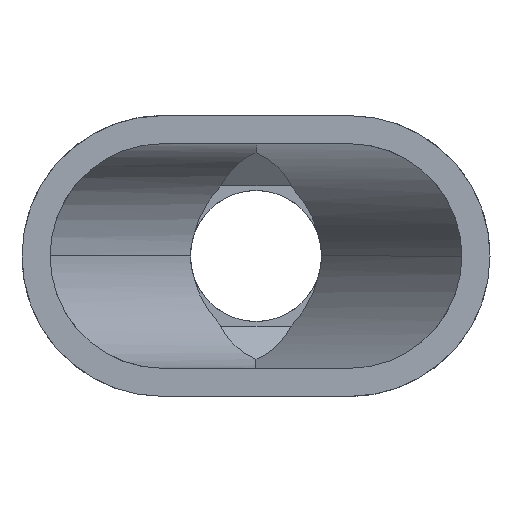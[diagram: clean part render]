
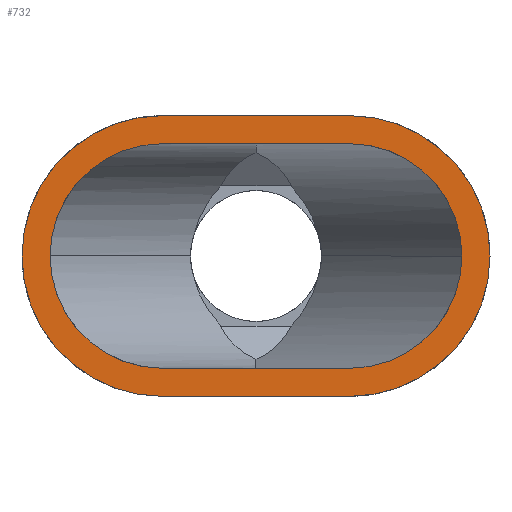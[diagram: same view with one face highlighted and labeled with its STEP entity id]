
A CAD part, front view. The second image highlights one B-rep face of the part: STEP entity #732.
In plain terms, the highlighted planar face has unit normal (0, -1, 0).
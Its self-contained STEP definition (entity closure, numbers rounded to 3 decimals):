
#1 = DIRECTION ( 'NONE',  ( 0., -1., 0. ) ) ;
#2 = CARTESIAN_POINT ( 'NONE',  ( 1., -6., 1.5 ) ) ;
#6 = CARTESIAN_POINT ( 'NONE',  ( 2.5, -6., -1.5 ) ) ;
#15 = ORIENTED_EDGE ( 'NONE', *, *, #251, .T. ) ;
#41 = EDGE_CURVE ( 'NONE', #217, #1301, #1241, .T. ) ;
#64 = DIRECTION ( 'NONE',  ( -1., 0., 0. ) ) ;
#74 = VECTOR ( 'NONE', #721, 1000. ) ;
#92 = CIRCLE ( 'NONE', #326, 1.5 ) ;
#107 = CARTESIAN_POINT ( 'NONE',  ( -1., -6., 0. ) ) ;
#113 = VECTOR ( 'NONE', #169, 1000. ) ;
#117 = DIRECTION ( 'NONE',  ( 0., 0., 1. ) ) ;
#122 = EDGE_CURVE ( 'NONE', #318, #964, #511, .T. ) ;
#124 = ORIENTED_EDGE ( 'NONE', *, *, #856, .T. ) ;
#127 = DIRECTION ( 'NONE',  ( 0., -1., 0. ) ) ;
#169 = DIRECTION ( 'NONE',  ( 1., 0., 0. ) ) ;
#174 = CARTESIAN_POINT ( 'NONE',  ( 1., -6., 0. ) ) ;
#190 = VERTEX_POINT ( 'NONE', #1279 ) ;
#217 = VERTEX_POINT ( 'NONE', #582 ) ;
#233 = LINE ( 'NONE', #6, #1153 ) ;
#251 = EDGE_CURVE ( 'NONE', #1062, #734, #1095, .T. ) ;
#259 = ORIENTED_EDGE ( 'NONE', *, *, #41, .F. ) ;
#282 = VERTEX_POINT ( 'NONE', #458 ) ;
#286 = DIRECTION ( 'NONE',  ( 0., -1., 0. ) ) ;
#318 = VERTEX_POINT ( 'NONE', #331 ) ;
#322 = CARTESIAN_POINT ( 'NONE',  ( 0., -6., 0. ) ) ;
#326 = AXIS2_PLACEMENT_3D ( 'NONE', #174, #286, #932 ) ;
#331 = CARTESIAN_POINT ( 'NONE',  ( 2.2, -6., 0. ) ) ;
#336 = DIRECTION ( 'NONE',  ( 0., -1., 0. ) ) ;
#364 = DIRECTION ( 'NONE',  ( 0., 0., 1. ) ) ;
#376 = EDGE_LOOP ( 'NONE', ( #866, #124, #812, #259, #1489, #15 ) ) ;
#422 = CIRCLE ( 'NONE', #1477, 1.5 ) ;
#458 = CARTESIAN_POINT ( 'NONE',  ( 1., -6., -1.5 ) ) ;
#511 = CIRCLE ( 'NONE', #1265, 1.2 ) ;
#531 = VERTEX_POINT ( 'NONE', #1319 ) ;
#566 = AXIS2_PLACEMENT_3D ( 'NONE', #594, #1112, #1406 ) ;
#582 = CARTESIAN_POINT ( 'NONE',  ( -1., -6., 1.5 ) ) ;
#594 = CARTESIAN_POINT ( 'NONE',  ( 1., -6., 0. ) ) ;
#609 = CARTESIAN_POINT ( 'NONE',  ( 1., -6., 0. ) ) ;
#617 = EDGE_CURVE ( 'NONE', #190, #962, #1401, .T. ) ;
#618 = CARTESIAN_POINT ( 'NONE',  ( -2.5, -6., 0. ) ) ;
#666 = CARTESIAN_POINT ( 'NONE',  ( 0., -6., -1.2 ) ) ;
#674 = ORIENTED_EDGE ( 'NONE', *, *, #1469, .T. ) ;
#675 = DIRECTION ( 'NONE',  ( 0., 0., 1. ) ) ;
#684 = AXIS2_PLACEMENT_3D ( 'NONE', #609, #1, #117 ) ;
#696 = EDGE_CURVE ( 'NONE', #217, #1062, #422, .T. ) ;
#701 = ORIENTED_EDGE ( 'NONE', *, *, #122, .F. ) ;
#721 = DIRECTION ( 'NONE',  ( 1., 0., 0. ) ) ;
#723 = AXIS2_PLACEMENT_3D ( 'NONE', #322, #1481, #1219 ) ;
#732 = ADVANCED_FACE ( 'NONE', ( #1217, #1115 ), #1225, .F. ) ;
#734 = VERTEX_POINT ( 'NONE', #1614 ) ;
#760 = VERTEX_POINT ( 'NONE', #1619 ) ;
#812 = ORIENTED_EDGE ( 'NONE', *, *, #1433, .T. ) ;
#830 = ORIENTED_EDGE ( 'NONE', *, *, #1085, .F. ) ;
#832 = AXIS2_PLACEMENT_3D ( 'NONE', #107, #1535, #1368 ) ;
#856 = EDGE_CURVE ( 'NONE', #282, #760, #924, .T. ) ;
#866 = ORIENTED_EDGE ( 'NONE', *, *, #1383, .F. ) ;
#885 = DIRECTION ( 'NONE',  ( 0., 0., 1. ) ) ;
#897 = CIRCLE ( 'NONE', #832, 1.2 ) ;
#924 = CIRCLE ( 'NONE', #566, 1.5 ) ;
#932 = DIRECTION ( 'NONE',  ( 0., 0., 1. ) ) ;
#952 = CARTESIAN_POINT ( 'NONE',  ( 1., -6., 1.2 ) ) ;
#962 = VERTEX_POINT ( 'NONE', #1484 ) ;
#964 = VERTEX_POINT ( 'NONE', #952 ) ;
#965 = VERTEX_POINT ( 'NONE', #1074 ) ;
#1009 = EDGE_LOOP ( 'NONE', ( #830, #1255, #1632, #1119, #674, #701 ) ) ;
#1025 = VECTOR ( 'NONE', #64, 1000. ) ;
#1035 = LINE ( 'NONE', #1051, #113 ) ;
#1051 = CARTESIAN_POINT ( 'NONE',  ( 0., -6., 1.2 ) ) ;
#1054 = CARTESIAN_POINT ( 'NONE',  ( -1., -6., 0. ) ) ;
#1062 = VERTEX_POINT ( 'NONE', #618 ) ;
#1064 = EDGE_CURVE ( 'NONE', #531, #962, #1628, .T. ) ;
#1074 = CARTESIAN_POINT ( 'NONE',  ( -1., -6., 1.2 ) ) ;
#1085 = EDGE_CURVE ( 'NONE', #190, #318, #1272, .T. ) ;
#1095 = CIRCLE ( 'NONE', #1538, 1.5 ) ;
#1103 = DIRECTION ( 'NONE',  ( 0., 0., 1. ) ) ;
#1112 = DIRECTION ( 'NONE',  ( 0., -1., 0. ) ) ;
#1115 = FACE_BOUND ( 'NONE', #1009, .T. ) ;
#1119 = ORIENTED_EDGE ( 'NONE', *, *, #1254, .F. ) ;
#1129 = CARTESIAN_POINT ( 'NONE',  ( -1., -6., 0. ) ) ;
#1153 = VECTOR ( 'NONE', #1164, 1000. ) ;
#1164 = DIRECTION ( 'NONE',  ( -1., 0., 0. ) ) ;
#1186 = DIRECTION ( 'NONE',  ( 0., -1., 0. ) ) ;
#1217 = FACE_OUTER_BOUND ( 'NONE', #376, .T. ) ;
#1219 = DIRECTION ( 'NONE',  ( 0., 0., 1. ) ) ;
#1225 = PLANE ( 'NONE',  #723 ) ;
#1241 = LINE ( 'NONE', #1499, #74 ) ;
#1254 = EDGE_CURVE ( 'NONE', #965, #531, #897, .T. ) ;
#1255 = ORIENTED_EDGE ( 'NONE', *, *, #617, .T. ) ;
#1265 = AXIS2_PLACEMENT_3D ( 'NONE', #1552, #127, #885 ) ;
#1272 = CIRCLE ( 'NONE', #684, 1.2 ) ;
#1279 = CARTESIAN_POINT ( 'NONE',  ( 1., -6., -1.2 ) ) ;
#1301 = VERTEX_POINT ( 'NONE', #2 ) ;
#1319 = CARTESIAN_POINT ( 'NONE',  ( -2.2, -6., 0. ) ) ;
#1360 = CARTESIAN_POINT ( 'NONE',  ( -1., -6., 0. ) ) ;
#1368 = DIRECTION ( 'NONE',  ( 0., 0., 1. ) ) ;
#1383 = EDGE_CURVE ( 'NONE', #282, #734, #233, .T. ) ;
#1401 = LINE ( 'NONE', #666, #1025 ) ;
#1406 = DIRECTION ( 'NONE',  ( 0., 0., 1. ) ) ;
#1433 = EDGE_CURVE ( 'NONE', #760, #1301, #92, .T. ) ;
#1469 = EDGE_CURVE ( 'NONE', #965, #964, #1035, .T. ) ;
#1477 = AXIS2_PLACEMENT_3D ( 'NONE', #1054, #1186, #675 ) ;
#1481 = DIRECTION ( 'NONE',  ( 0., 1., 0. ) ) ;
#1484 = CARTESIAN_POINT ( 'NONE',  ( -1., -6., -1.2 ) ) ;
#1489 = ORIENTED_EDGE ( 'NONE', *, *, #696, .T. ) ;
#1498 = AXIS2_PLACEMENT_3D ( 'NONE', #1129, #1539, #364 ) ;
#1499 = CARTESIAN_POINT ( 'NONE',  ( 2.5, -6., 1.5 ) ) ;
#1535 = DIRECTION ( 'NONE',  ( 0., -1., 0. ) ) ;
#1538 = AXIS2_PLACEMENT_3D ( 'NONE', #1360, #336, #1103 ) ;
#1539 = DIRECTION ( 'NONE',  ( 0., -1., 0. ) ) ;
#1552 = CARTESIAN_POINT ( 'NONE',  ( 1., -6., 0. ) ) ;
#1614 = CARTESIAN_POINT ( 'NONE',  ( -1., -6., -1.5 ) ) ;
#1619 = CARTESIAN_POINT ( 'NONE',  ( 2.5, -6., 0. ) ) ;
#1628 = CIRCLE ( 'NONE', #1498, 1.2 ) ;
#1632 = ORIENTED_EDGE ( 'NONE', *, *, #1064, .F. ) ;
